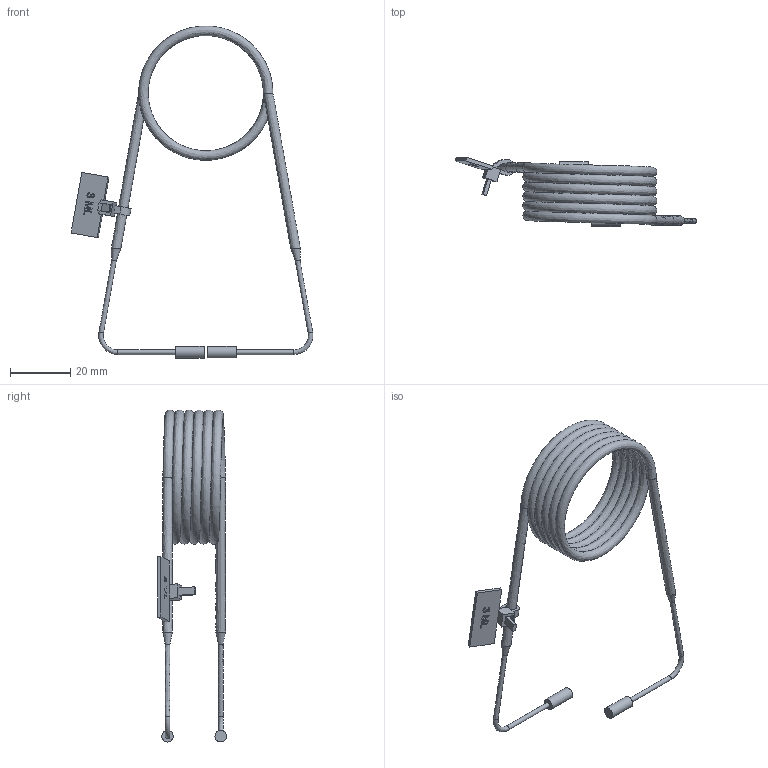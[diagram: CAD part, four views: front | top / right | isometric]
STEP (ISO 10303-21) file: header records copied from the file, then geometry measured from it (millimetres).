
FILE_DESCRIPTION((''),'2;1');
FILE_NAME('522000.stp','2013-11-28T14:14:36',('Franzp'),(''),'Autodesk Inventor 2013','Autodesk Inventor 2013','');
FILE_SCHEMA(('AUTOMOTIVE_DESIGN { 1 0 10303 214 1 1 1 1 }'));
Length unit declared in the file: millimetre
Products named in the file (4): 522000; 446806; 522001
Assembly tree (4 placements, depth 2):
  522000
    522000
    446806  x2
    522001
Bounding box: 80.04 x 22.84 x 109.9 mm (x, y, z)
Volume: 4175.5 mm3; surface area: 15847.7 mm2
Topology: 4 solids, 4 shells, 105 faces, 266 edges, 176 vertices
Faces by surface type: plane 61, bspline 32, cylinder 8, revolution 4
Full cylindrical faces by diameter (mm): 1.575 x2, 3.81 x2
Entity records: 5126 total; most frequent: CARTESIAN_POINT 2724, ORIENTED_EDGE 488, DIRECTION 412, EDGE_CURVE 244, VERTEX_POINT 170, VECTOR 156, LINE 156, AXIS2_PLACEMENT_3D 126
